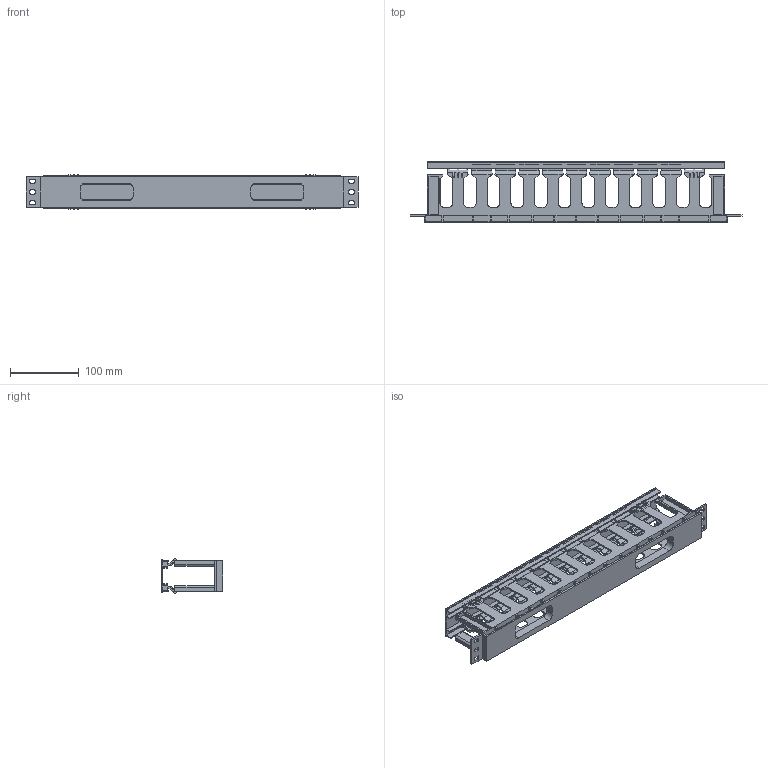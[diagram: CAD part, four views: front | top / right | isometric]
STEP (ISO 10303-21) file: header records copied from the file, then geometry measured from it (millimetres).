
FILE_DESCRIPTION (( 'STEP AP214' ), '1' );
FILE_NAME ('RP00011-2.STEP', '2019-08-05T18:31:02', ( '' ), ( '' ), 'SwSTEP 2.0', 'SolidWorks 2018', '' );
FILE_SCHEMA (( 'AUTOMOTIVE_DESIGN' ));
Length unit declared in the file: inch
Products named in the file (3): RP00011-2_2; RP00011-2_1; RP00011-2
Assembly tree (2 placements, depth 2):
  RP00011-2
    RP00011-2_1
    RP00011-2_2
Bounding box: 482.6 x 90 x 49.84 mm (x, y, z)
Volume: 313145.7 mm3; surface area: 245263.6 mm2
Topology: 2 solids, 2 shells, 744 faces, 2128 edges, 1404 vertices
Faces by surface type: plane 668, cylinder 76
Entity records: 24406 total; most frequent: CARTESIAN_POINT 4281, ORIENTED_EDGE 4256, DIRECTION 3780, EDGE_CURVE 2128, VECTOR 1974, LINE 1974, VERTEX_POINT 1404, AXIS2_PLACEMENT_3D 903
